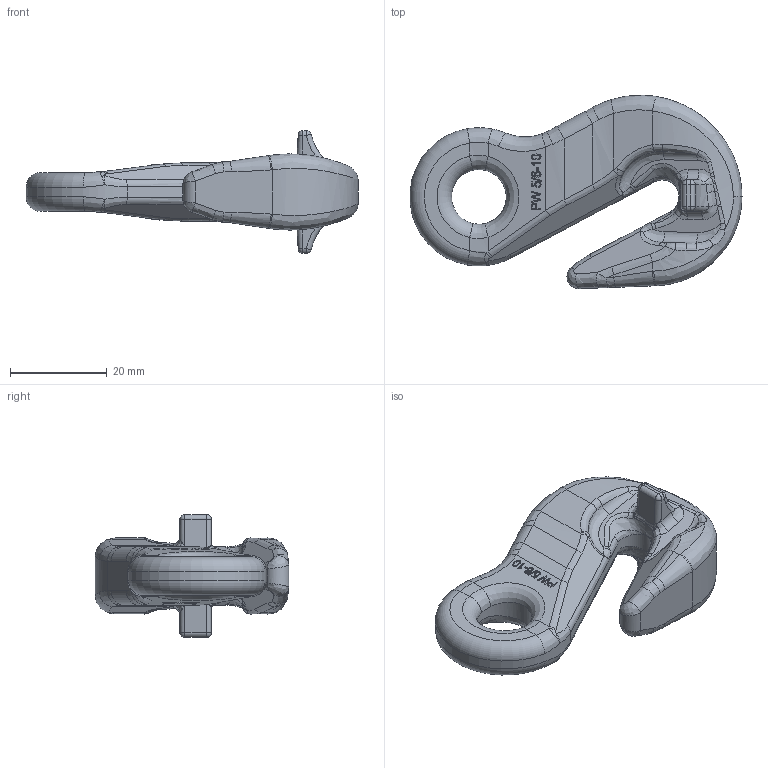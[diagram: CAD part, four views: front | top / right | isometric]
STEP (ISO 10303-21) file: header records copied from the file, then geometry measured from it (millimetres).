
FILE_DESCRIPTION(/* description */ (''),/* implementation_level */ '2;1');
FILE_NAME(/* name */ 'pewag_PW_5.stp',/* time_stamp */ '2022-06-28T12:55:03+02:00',/* author */ (''),/* organization */ (''),/* preprocessor_version */ 'ST-DEVELOPER v16',/* originating_system */ 'SIEMENS PLM Software NX 11.0',/* authorisation */ '');
FILE_SCHEMA (('AUTOMOTIVE_DESIGN { 1 0 10303 214 3 1 1 1 }'));
Length unit declared in the file: millimetre
Products named in the file (1): KSE44B0A9CF4jr5
Bounding box: 68.67 x 40 x 25.4 mm (x, y, z)
Volume: 18152.7 mm3; surface area: 5944.1 mm2
Topology: 1 solids, 1 shells, 410 faces, 984 edges, 583 vertices
Faces by surface type: bspline 183, plane 108, extrusion 57, cylinder 46, torus 8, sphere 8
Full cylindrical faces by diameter (mm): 11.3 x1
Entity records: 21657 total; most frequent: CARTESIAN_POINT 13049, ORIENTED_EDGE 1932, DIRECTION 1067, EDGE_CURVE 966, B_SPLINE_CURVE_WITH_KNOTS 589, VERTEX_POINT 582, EDGE_LOOP 434, AXIS2_PLACEMENT_3D 411
